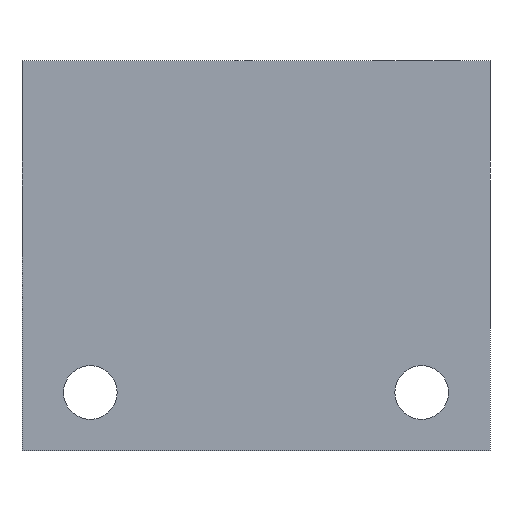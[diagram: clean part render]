
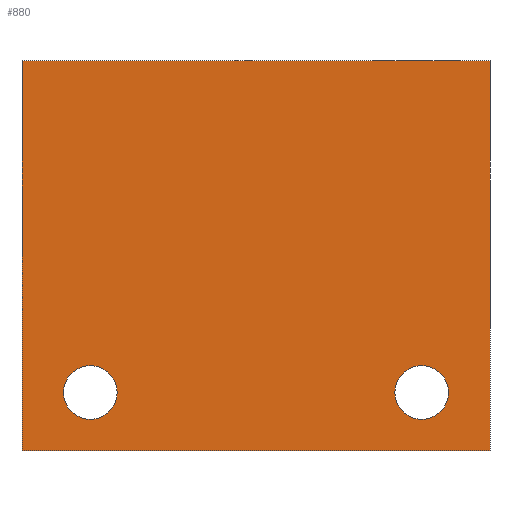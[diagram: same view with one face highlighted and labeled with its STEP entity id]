
A CAD part, left-side view. The second image highlights one B-rep face of the part: STEP entity #880.
In plain terms, the highlighted planar face has unit normal (-1, 0, 0).
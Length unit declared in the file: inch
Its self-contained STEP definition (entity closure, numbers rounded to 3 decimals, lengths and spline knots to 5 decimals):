
#1=DIRECTION('',(0.,-1.,0.));
#2=VECTOR('',#1,3.);
#3=CARTESIAN_POINT('',(0.,0.,0.));
#4=LINE('',#3,#2);
#27=DIRECTION('',(0.,0.,1.));
#28=VECTOR('',#27,2.5);
#29=CARTESIAN_POINT('',(0.,0.,0.));
#30=LINE('',#29,#28);
#31=CARTESIAN_POINT('',(0.,-2.562,0.375));
#32=DIRECTION('',(-1.,0.,0.));
#33=DIRECTION('',(0.,1.,0.));
#34=AXIS2_PLACEMENT_3D('',#31,#32,#33);
#36=CARTESIAN_POINT('',(0.,-2.562,0.375));
#37=DIRECTION('',(-1.,0.,0.));
#38=DIRECTION('',(0.,-1.,0.));
#39=AXIS2_PLACEMENT_3D('',#36,#37,#38);
#41=CARTESIAN_POINT('',(0.,-0.438,0.375));
#42=DIRECTION('',(-1.,0.,0.));
#43=DIRECTION('',(0.,1.,0.));
#44=AXIS2_PLACEMENT_3D('',#41,#42,#43);
#46=CARTESIAN_POINT('',(0.,-0.438,0.375));
#47=DIRECTION('',(-1.,0.,0.));
#48=DIRECTION('',(0.,-1.,0.));
#49=AXIS2_PLACEMENT_3D('',#46,#47,#48);
#89=DIRECTION('',(0.,0.,1.));
#90=VECTOR('',#89,2.5);
#91=CARTESIAN_POINT('',(0.,-3.,0.));
#92=LINE('',#91,#90);
#103=DIRECTION('',(0.,-1.,0.));
#104=VECTOR('',#103,3.);
#105=CARTESIAN_POINT('',(0.,0.,2.5));
#106=LINE('',#105,#104);
#705=CARTESIAN_POINT('',(0.,0.,0.));
#706=CARTESIAN_POINT('',(0.,-3.,0.));
#707=VERTEX_POINT('',#705);
#708=VERTEX_POINT('',#706);
#713=CARTESIAN_POINT('',(0.,0.,2.5));
#714=CARTESIAN_POINT('',(0.,-3.,2.5));
#715=VERTEX_POINT('',#713);
#716=VERTEX_POINT('',#714);
#790=CARTESIAN_POINT('',(0.,-2.39,0.375));
#791=CARTESIAN_POINT('',(0.,-2.734,0.375));
#792=VERTEX_POINT('',#790);
#793=VERTEX_POINT('',#791);
#798=CARTESIAN_POINT('',(0.,-0.266,0.375));
#799=CARTESIAN_POINT('',(0.,-0.61,0.375));
#800=VERTEX_POINT('',#798);
#801=VERTEX_POINT('',#799);
#854=CARTESIAN_POINT('',(0.,0.,0.));
#855=DIRECTION('',(-1.,0.,0.));
#856=DIRECTION('',(0.,-1.,0.));
#857=AXIS2_PLACEMENT_3D('',#854,#855,#856);
#858=PLANE('',#857);
#859=ORIENTED_EDGE('',*,*,#837,.F.);
#861=ORIENTED_EDGE('',*,*,#860,.T.);
#863=ORIENTED_EDGE('',*,*,#862,.T.);
#865=ORIENTED_EDGE('',*,*,#864,.F.);
#866=EDGE_LOOP('',(#859,#861,#863,#865));
#867=FACE_OUTER_BOUND('',#866,.F.);
#869=ORIENTED_EDGE('',*,*,#868,.T.);
#871=ORIENTED_EDGE('',*,*,#870,.T.);
#872=EDGE_LOOP('',(#869,#871));
#873=FACE_BOUND('',#872,.F.);
#875=ORIENTED_EDGE('',*,*,#874,.T.);
#877=ORIENTED_EDGE('',*,*,#876,.T.);
#878=EDGE_LOOP('',(#875,#877));
#879=FACE_BOUND('',#878,.F.);
#880=ADVANCED_FACE('',(#867,#873,#879),#858,.T.);
#35=CIRCLE('',#34,0.172);
#40=CIRCLE('',#39,0.172);
#45=CIRCLE('',#44,0.172);
#50=CIRCLE('',#49,0.172);
#837=EDGE_CURVE('',#707,#708,#4,.T.);
#860=EDGE_CURVE('',#707,#715,#30,.T.);
#862=EDGE_CURVE('',#715,#716,#106,.T.);
#864=EDGE_CURVE('',#708,#716,#92,.T.);
#868=EDGE_CURVE('',#792,#793,#35,.T.);
#870=EDGE_CURVE('',#793,#792,#40,.T.);
#874=EDGE_CURVE('',#800,#801,#45,.T.);
#876=EDGE_CURVE('',#801,#800,#50,.T.);
